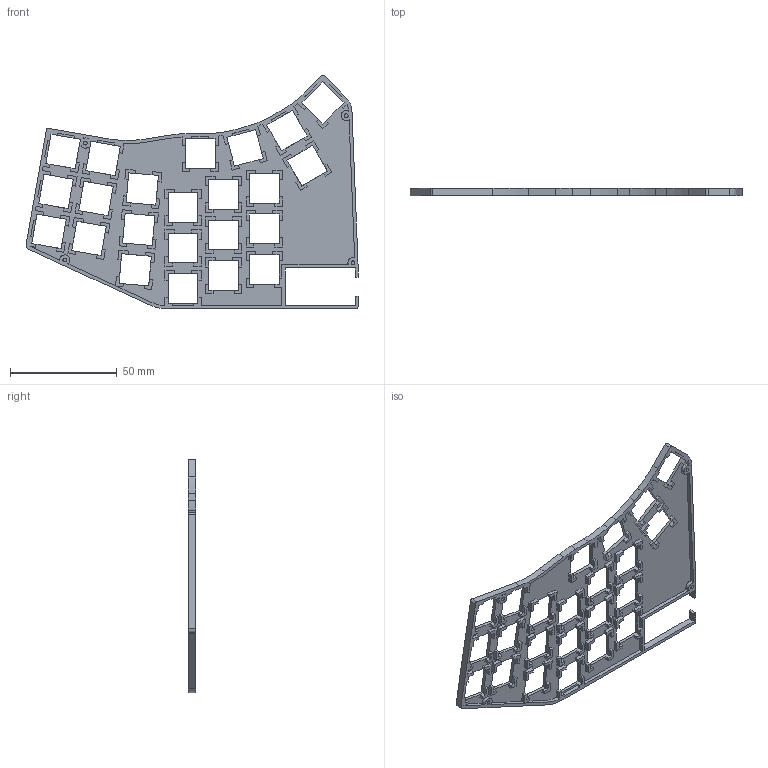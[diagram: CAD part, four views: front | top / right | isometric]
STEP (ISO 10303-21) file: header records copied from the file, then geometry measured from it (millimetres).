
FILE_DESCRIPTION(/* description */ ('Alibre Inc.'),/* implementation_level */ '2;1');
FILE_NAME(/* name */ 'export-DF456657-BB08-428E-B875-3D19F44F495B',/* time_stamp */ '2025-05-31T11:39:21+09:00',/* author */ (''),/* organization */ (''),/* preprocessor_version */ 'ST-DEVELOPER v17',/* originating_system */ 'Alibre',/* authorisation */ '');
FILE_SCHEMA (('CONFIG_CONTROL_DESIGN'));
Length unit declared in the file: centimetre
Bounding box: 155.84 x 3.3 x 109.7 mm (x, y, z)
Volume: 13939.1 mm3; surface area: 21528.5 mm2
Topology: 1 solids, 1 shells, 704 faces, 1974 edges, 1268 vertices
Faces by surface type: plane 668, cylinder 36
Full cylindrical faces by diameter (mm): 1.8 x4
Entity records: 20848 total; most frequent: ORIENTED_EDGE 3940, CARTESIAN_POINT 3774, DIRECTION 2587, EDGE_CURVE 1970, VECTOR 1782, LINE 1782, VERTEX_POINT 1268, EDGE_LOOP 750
